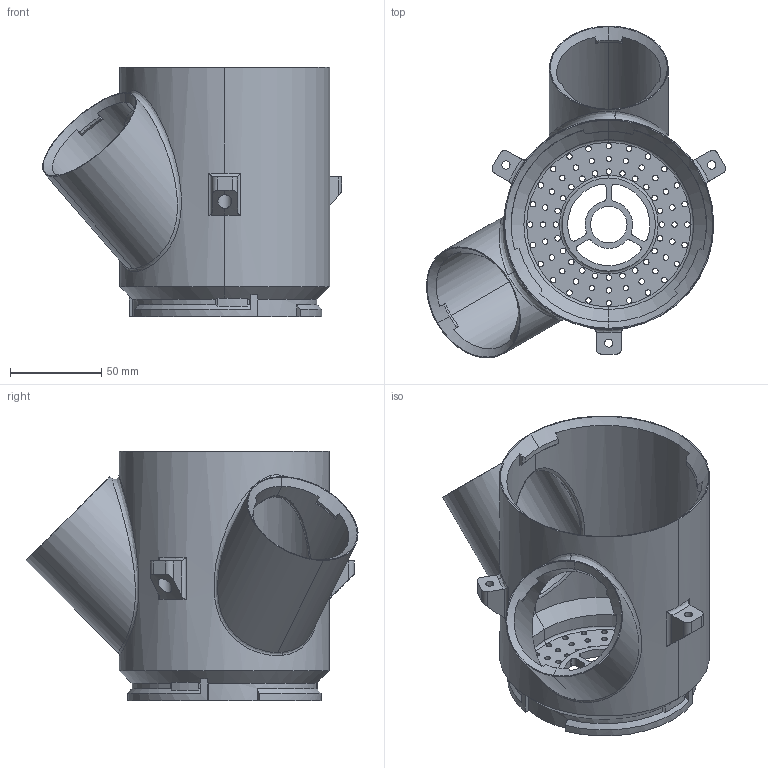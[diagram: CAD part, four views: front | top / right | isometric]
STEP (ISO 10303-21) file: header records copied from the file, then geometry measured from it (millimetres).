
FILE_DESCRIPTION (( 'STEP AP203' ), '1' );
FILE_NAME ('2-Way_Planting_Module.STEP', '2020-11-29T12:36:59', ( '' ), ( '' ), '', '', '' );
FILE_SCHEMA (( 'CONFIG_CONTROL_DESIGN' ));
Length unit declared in the file: millimetre
Products named in the file (1): 2-Way_Planting_Module
Bounding box: 163.68 x 181.7 x 136.5 mm (x, y, z)
Volume: 251801.9 mm3; surface area: 133965.5 mm2
Topology: 1 solids, 1 shells, 354 faces, 1026 edges, 677 vertices
Faces by surface type: cylinder 231, plane 69, cone 39, bspline 8, torus 7
Entity records: 15455 total; most frequent: CARTESIAN_POINT 5439, DIRECTION 2137, ORIENTED_EDGE 2052, EDGE_CURVE 1026, AXIS2_PLACEMENT_3D 858, VERTEX_POINT 677, EDGE_LOOP 519, CIRCLE 511
